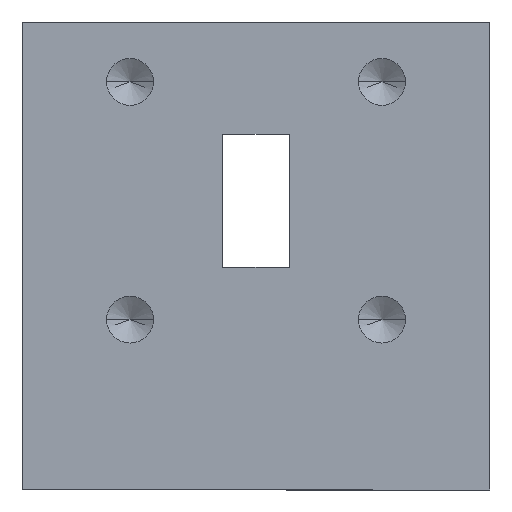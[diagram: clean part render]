
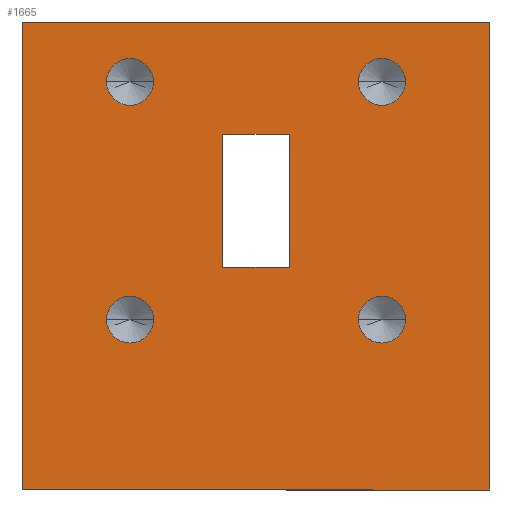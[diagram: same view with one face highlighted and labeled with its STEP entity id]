
A CAD part, left-side view. The second image highlights one B-rep face of the part: STEP entity #1665.
In plain terms, the highlighted planar face has unit normal (-1, 0, 0).
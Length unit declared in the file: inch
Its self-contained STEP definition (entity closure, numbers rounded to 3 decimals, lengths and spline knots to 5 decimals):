
#50 = CARTESIAN_POINT ( 'NONE',  ( -0.49213, -0.07, 0.14 ) ) ;
#79 = ORIENTED_EDGE ( 'NONE', *, *, #2939, .F. ) ;
#202 = ORIENTED_EDGE ( 'NONE', *, *, #1274, .T. ) ;
#385 = VECTOR ( 'NONE', #1171, 39.37008 ) ;
#404 = CIRCLE ( 'NONE', #5622, 0.04921 ) ;
#461 = ORIENTED_EDGE ( 'NONE', *, *, #6078, .F. ) ;
#473 = CARTESIAN_POINT ( 'NONE',  ( -0.49213, 0.26496, 0.25 ) ) ;
#506 = VECTOR ( 'NONE', #5609, 39.37008 ) ;
#558 = CARTESIAN_POINT ( 'NONE',  ( -0.49213, -0.49213, -0.60827 ) ) ;
#576 = EDGE_CURVE ( 'NONE', #3177, #1622, #2119, .T. ) ;
#635 = EDGE_CURVE ( 'NONE', #1622, #3177, #1927, .T. ) ;
#656 = VERTEX_POINT ( 'NONE', #5044 ) ;
#666 = CARTESIAN_POINT ( 'NONE',  ( -0.49213, 0.49213, -0.60827 ) ) ;
#736 = CARTESIAN_POINT ( 'NONE',  ( -0.49213, 0.31417, 0.25 ) ) ;
#737 = AXIS2_PLACEMENT_3D ( 'NONE', #828, #2718, #4672 ) ;
#778 = VERTEX_POINT ( 'NONE', #666 ) ;
#826 = VERTEX_POINT ( 'NONE', #5939 ) ;
#828 = CARTESIAN_POINT ( 'NONE',  ( -0.49213, -0.26496, 0.25 ) ) ;
#832 = CARTESIAN_POINT ( 'NONE',  ( -0.49213, 0.07, 0.14 ) ) ;
#842 = DIRECTION ( 'NONE',  ( 0., 1., 0. ) ) ;
#961 = VERTEX_POINT ( 'NONE', #3346 ) ;
#973 = CARTESIAN_POINT ( 'NONE',  ( -0.49213, -0.26496, -0.25 ) ) ;
#986 = ORIENTED_EDGE ( 'NONE', *, *, #3891, .T. ) ;
#1104 = VECTOR ( 'NONE', #4011, 39.37008 ) ;
#1171 = DIRECTION ( 'NONE',  ( 0., 0., -1. ) ) ;
#1205 = VERTEX_POINT ( 'NONE', #1322 ) ;
#1274 = EDGE_CURVE ( 'NONE', #3564, #4283, #2077, .T. ) ;
#1281 = ORIENTED_EDGE ( 'NONE', *, *, #3872, .T. ) ;
#1298 = CIRCLE ( 'NONE', #1895, 0.04921 ) ;
#1318 = CARTESIAN_POINT ( 'NONE',  ( -0.49213, -0.07, 0.14 ) ) ;
#1322 = CARTESIAN_POINT ( 'NONE',  ( -0.49213, -0.31417, -0.25 ) ) ;
#1367 = DIRECTION ( 'NONE',  ( 0., 0., -1. ) ) ;
#1378 = DIRECTION ( 'NONE',  ( 0., -1., 0. ) ) ;
#1564 = CARTESIAN_POINT ( 'NONE',  ( -0.49213, -0.21575, -0.25 ) ) ;
#1566 = EDGE_LOOP ( 'NONE', ( #2101, #3761 ) ) ;
#1580 = CARTESIAN_POINT ( 'NONE',  ( -0.49213, 0.49213, 0.37598 ) ) ;
#1622 = VERTEX_POINT ( 'NONE', #2121 ) ;
#1665 = ADVANCED_FACE ( 'NONE', ( #4205, #3318, #2864, #5637, #3277, #2353 ), #2301, .T. ) ;
#1674 = EDGE_CURVE ( 'NONE', #1205, #2203, #3504, .T. ) ;
#1768 = DIRECTION ( 'NONE',  ( -1., 0., 0. ) ) ;
#1778 = ORIENTED_EDGE ( 'NONE', *, *, #2645, .F. ) ;
#1787 = DIRECTION ( 'NONE',  ( -1., 0., 0. ) ) ;
#1823 = EDGE_LOOP ( 'NONE', ( #3115, #4137, #79, #4969 ) ) ;
#1837 = DIRECTION ( 'NONE',  ( 0., -1., 0. ) ) ;
#1843 = LINE ( 'NONE', #2841, #3512 ) ;
#1850 = LINE ( 'NONE', #50, #4224 ) ;
#1872 = CARTESIAN_POINT ( 'NONE',  ( -0.49213, 0.49213, 0.37598 ) ) ;
#1895 = AXIS2_PLACEMENT_3D ( 'NONE', #5197, #3768, #3353 ) ;
#1905 = VECTOR ( 'NONE', #3231, 39.37008 ) ;
#1910 = LINE ( 'NONE', #832, #506 ) ;
#1927 = CIRCLE ( 'NONE', #737, 0.04921 ) ;
#1949 = CARTESIAN_POINT ( 'NONE',  ( -0.49213, -0.07, -0.14 ) ) ;
#1980 = EDGE_CURVE ( 'NONE', #5520, #961, #3207, .T. ) ;
#2077 = LINE ( 'NONE', #4161, #1104 ) ;
#2101 = ORIENTED_EDGE ( 'NONE', *, *, #635, .F. ) ;
#2109 = EDGE_CURVE ( 'NONE', #5111, #2712, #1850, .T. ) ;
#2119 = CIRCLE ( 'NONE', #3437, 0.04921 ) ;
#2121 = CARTESIAN_POINT ( 'NONE',  ( -0.49213, -0.31417, 0.25 ) ) ;
#2127 = CARTESIAN_POINT ( 'NONE',  ( -0.49213, -0.26496, 0.25 ) ) ;
#2137 = EDGE_LOOP ( 'NONE', ( #5854, #5812 ) ) ;
#2147 = EDGE_LOOP ( 'NONE', ( #5900, #1778 ) ) ;
#2166 = LINE ( 'NONE', #3113, #5140 ) ;
#2203 = VERTEX_POINT ( 'NONE', #1564 ) ;
#2266 = VERTEX_POINT ( 'NONE', #736 ) ;
#2301 = PLANE ( 'NONE',  #5331 ) ;
#2353 = FACE_OUTER_BOUND ( 'NONE', #1823, .T. ) ;
#2364 = LINE ( 'NONE', #1318, #1905 ) ;
#2382 = AXIS2_PLACEMENT_3D ( 'NONE', #3573, #4148, #2585 ) ;
#2443 = EDGE_CURVE ( 'NONE', #2266, #826, #404, .T. ) ;
#2484 = CIRCLE ( 'NONE', #2382, 0.04921 ) ;
#2585 = DIRECTION ( 'NONE',  ( 0., -1., 0. ) ) ;
#2645 = EDGE_CURVE ( 'NONE', #2203, #1205, #2484, .T. ) ;
#2694 = AXIS2_PLACEMENT_3D ( 'NONE', #5654, #1787, #4967 ) ;
#2712 = VERTEX_POINT ( 'NONE', #3127 ) ;
#2718 = DIRECTION ( 'NONE',  ( -1., 0., 0. ) ) ;
#2740 = DIRECTION ( 'NONE',  ( 0., -1., 0. ) ) ;
#2841 = CARTESIAN_POINT ( 'NONE',  ( -0.49213, 0.49213, -0.49016 ) ) ;
#2864 = FACE_BOUND ( 'NONE', #4620, .T. ) ;
#2939 = EDGE_CURVE ( 'NONE', #3878, #656, #2964, .T. ) ;
#2964 = LINE ( 'NONE', #1580, #4016 ) ;
#3021 = EDGE_CURVE ( 'NONE', #961, #5520, #1298, .T. ) ;
#3105 = EDGE_CURVE ( 'NONE', #3878, #778, #1843, .T. ) ;
#3113 = CARTESIAN_POINT ( 'NONE',  ( -0.49213, 0.49213, -0.60827 ) ) ;
#3115 = ORIENTED_EDGE ( 'NONE', *, *, #3297, .F. ) ;
#3127 = CARTESIAN_POINT ( 'NONE',  ( -0.49213, -0.07, 0.14 ) ) ;
#3177 = VERTEX_POINT ( 'NONE', #5440 ) ;
#3207 = CIRCLE ( 'NONE', #2694, 0.04921 ) ;
#3231 = DIRECTION ( 'NONE',  ( 0., 0., -1. ) ) ;
#3277 = FACE_BOUND ( 'NONE', #2147, .T. ) ;
#3297 = EDGE_CURVE ( 'NONE', #3559, #778, #2166, .T. ) ;
#3318 = FACE_BOUND ( 'NONE', #2137, .T. ) ;
#3341 = ORIENTED_EDGE ( 'NONE', *, *, #2109, .T. ) ;
#3346 = CARTESIAN_POINT ( 'NONE',  ( -0.49213, 0.21575, -0.25 ) ) ;
#3353 = DIRECTION ( 'NONE',  ( 0., -1., 0. ) ) ;
#3371 = CARTESIAN_POINT ( 'NONE',  ( -0.49213, 0.07, -0.14 ) ) ;
#3437 = AXIS2_PLACEMENT_3D ( 'NONE', #2127, #4574, #3617 ) ;
#3451 = CARTESIAN_POINT ( 'NONE',  ( -0.49213, 0.31417, -0.25 ) ) ;
#3504 = CIRCLE ( 'NONE', #4321, 0.04921 ) ;
#3509 = DIRECTION ( 'NONE',  ( 0., -1., 0. ) ) ;
#3512 = VECTOR ( 'NONE', #1367, 39.37008 ) ;
#3556 = LINE ( 'NONE', #5489, #385 ) ;
#3559 = VERTEX_POINT ( 'NONE', #558 ) ;
#3564 = VERTEX_POINT ( 'NONE', #1949 ) ;
#3573 = CARTESIAN_POINT ( 'NONE',  ( -0.49213, -0.26496, -0.25 ) ) ;
#3617 = DIRECTION ( 'NONE',  ( 0., -1., 0. ) ) ;
#3761 = ORIENTED_EDGE ( 'NONE', *, *, #576, .F. ) ;
#3768 = DIRECTION ( 'NONE',  ( -1., 0., 0. ) ) ;
#3772 = CARTESIAN_POINT ( 'NONE',  ( -0.49213, 0.07, 0.14 ) ) ;
#3803 = AXIS2_PLACEMENT_3D ( 'NONE', #4704, #5767, #5680 ) ;
#3872 = EDGE_CURVE ( 'NONE', #2712, #3564, #2364, .T. ) ;
#3878 = VERTEX_POINT ( 'NONE', #1872 ) ;
#3891 = EDGE_CURVE ( 'NONE', #4283, #5111, #1910, .T. ) ;
#4011 = DIRECTION ( 'NONE',  ( 0., 1., 0. ) ) ;
#4016 = VECTOR ( 'NONE', #3509, 39.37008 ) ;
#4137 = ORIENTED_EDGE ( 'NONE', *, *, #5881, .F. ) ;
#4148 = DIRECTION ( 'NONE',  ( -1., 0., 0. ) ) ;
#4161 = CARTESIAN_POINT ( 'NONE',  ( -0.49213, -0.07, -0.14 ) ) ;
#4205 = FACE_BOUND ( 'NONE', #4361, .T. ) ;
#4224 = VECTOR ( 'NONE', #1378, 39.37008 ) ;
#4283 = VERTEX_POINT ( 'NONE', #3371 ) ;
#4312 = DIRECTION ( 'NONE',  ( 0., -1., 0. ) ) ;
#4321 = AXIS2_PLACEMENT_3D ( 'NONE', #973, #5692, #2740 ) ;
#4361 = EDGE_LOOP ( 'NONE', ( #202, #986, #3341, #1281 ) ) ;
#4574 = DIRECTION ( 'NONE',  ( -1., 0., 0. ) ) ;
#4620 = EDGE_LOOP ( 'NONE', ( #461, #4772 ) ) ;
#4672 = DIRECTION ( 'NONE',  ( 0., -1., 0. ) ) ;
#4704 = CARTESIAN_POINT ( 'NONE',  ( -0.49213, 0.26496, 0.25 ) ) ;
#4772 = ORIENTED_EDGE ( 'NONE', *, *, #2443, .F. ) ;
#4967 = DIRECTION ( 'NONE',  ( 0., -1., 0. ) ) ;
#4969 = ORIENTED_EDGE ( 'NONE', *, *, #3105, .T. ) ;
#5004 = CIRCLE ( 'NONE', #3803, 0.04921 ) ;
#5044 = CARTESIAN_POINT ( 'NONE',  ( -0.49213, -0.49213, 0.37598 ) ) ;
#5111 = VERTEX_POINT ( 'NONE', #3772 ) ;
#5140 = VECTOR ( 'NONE', #842, 39.37008 ) ;
#5197 = CARTESIAN_POINT ( 'NONE',  ( -0.49213, 0.26496, -0.25 ) ) ;
#5286 = CARTESIAN_POINT ( 'NONE',  ( -0.49213, 0.49213, -0.49016 ) ) ;
#5331 = AXIS2_PLACEMENT_3D ( 'NONE', #5286, #1768, #1837 ) ;
#5440 = CARTESIAN_POINT ( 'NONE',  ( -0.49213, -0.21575, 0.25 ) ) ;
#5489 = CARTESIAN_POINT ( 'NONE',  ( -0.49213, -0.49213, -0.49016 ) ) ;
#5520 = VERTEX_POINT ( 'NONE', #3451 ) ;
#5609 = DIRECTION ( 'NONE',  ( 0., 0., 1. ) ) ;
#5622 = AXIS2_PLACEMENT_3D ( 'NONE', #473, #6136, #4312 ) ;
#5637 = FACE_BOUND ( 'NONE', #1566, .T. ) ;
#5654 = CARTESIAN_POINT ( 'NONE',  ( -0.49213, 0.26496, -0.25 ) ) ;
#5680 = DIRECTION ( 'NONE',  ( 0., -1., 0. ) ) ;
#5692 = DIRECTION ( 'NONE',  ( -1., 0., 0. ) ) ;
#5767 = DIRECTION ( 'NONE',  ( -1., 0., 0. ) ) ;
#5812 = ORIENTED_EDGE ( 'NONE', *, *, #1980, .F. ) ;
#5854 = ORIENTED_EDGE ( 'NONE', *, *, #3021, .F. ) ;
#5881 = EDGE_CURVE ( 'NONE', #656, #3559, #3556, .T. ) ;
#5900 = ORIENTED_EDGE ( 'NONE', *, *, #1674, .F. ) ;
#5939 = CARTESIAN_POINT ( 'NONE',  ( -0.49213, 0.21575, 0.25 ) ) ;
#6078 = EDGE_CURVE ( 'NONE', #826, #2266, #5004, .T. ) ;
#6136 = DIRECTION ( 'NONE',  ( -1., 0., 0. ) ) ;
